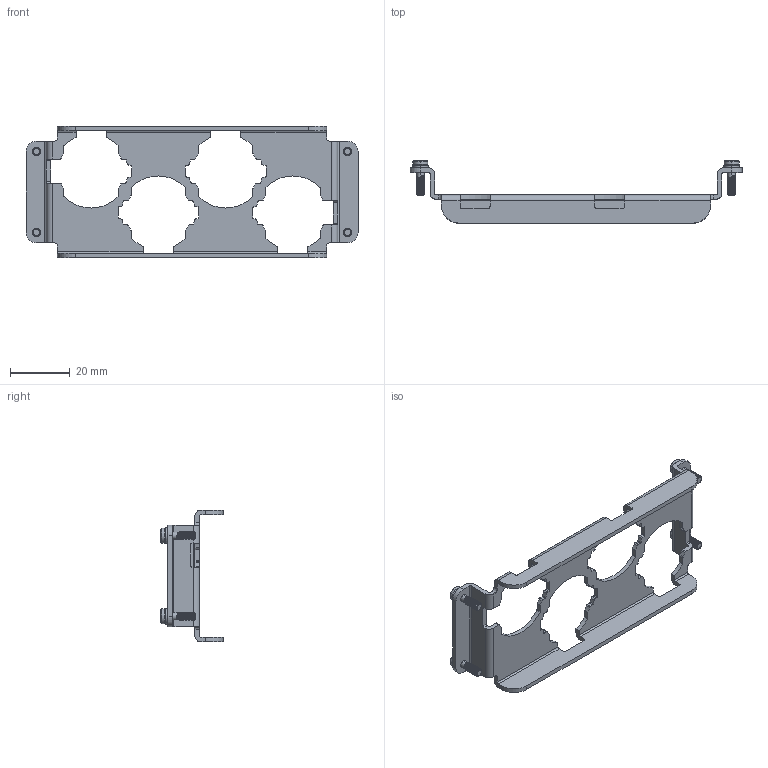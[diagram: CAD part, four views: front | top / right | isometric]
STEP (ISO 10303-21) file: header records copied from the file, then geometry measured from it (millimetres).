
FILE_DESCRIPTION((''),'2;1');
FILE_NAME('FFF','2017-08-05T',('lishuang.ye'),(''),'PRO/ENGINEER BY PARAMETRIC TECHNOLOGY CORPORATION, 2010180','PRO/ENGINEER BY PARAMETRIC TECHNOLOGY CORPORATION, 2010180','');
FILE_SCHEMA(('AUTOMOTIVE_DESIGN_CC2 { 1 2 10303 214 -1 1 5 2 }'));
Length unit declared in the file: millimetre
Products named in the file (1): FFF
Bounding box: 111 x 20.94 x 44 mm (x, y, z)
Volume: 6862.8 mm3; surface area: 10618.1 mm2
Topology: 1 solids, 1 shells, 659 faces, 1889 edges, 1258 vertices
Faces by surface type: cylinder 310, plane 281, bspline 48, cone 20
Entity records: 29326 total; most frequent: CARTESIAN_POINT 12294, ORIENTED_EDGE 3778, DIRECTION 3271, EDGE_CURVE 1889, VERTEX_POINT 1258, VECTOR 1105, LINE 1105, AXIS2_PLACEMENT_3D 1083
